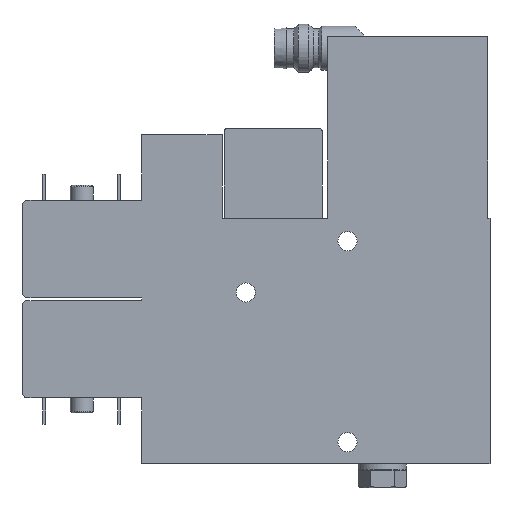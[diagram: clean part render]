
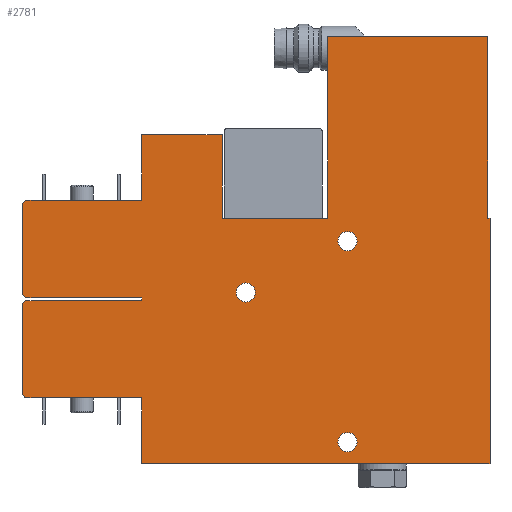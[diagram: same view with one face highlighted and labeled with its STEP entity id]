
A CAD part, left-side view. The second image highlights one B-rep face of the part: STEP entity #2781.
In plain terms, the highlighted face is planar.
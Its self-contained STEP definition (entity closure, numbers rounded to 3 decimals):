
#97=PLANE('',#2956);
#173=LINE('',#3820,#309);
#181=LINE('',#3837,#317);
#183=LINE('',#3842,#319);
#186=LINE('',#3848,#322);
#202=LINE('',#3883,#338);
#210=LINE('',#3902,#346);
#216=LINE('',#3915,#352);
#219=LINE('',#3921,#355);
#220=LINE('',#3925,#356);
#223=LINE('',#3931,#359);
#225=LINE('',#3942,#361);
#228=LINE('',#3954,#364);
#236=LINE('',#3988,#372);
#237=LINE('',#3992,#373);
#238=LINE('',#3993,#374);
#239=LINE('',#3997,#375);
#240=LINE('',#4000,#376);
#241=LINE('',#4001,#377);
#309=VECTOR('',#3187,1000.);
#317=VECTOR('',#3197,1000.);
#319=VECTOR('',#3201,1000.);
#322=VECTOR('',#3206,1000.);
#338=VECTOR('',#3226,1000.);
#346=VECTOR('',#3238,1000.);
#352=VECTOR('',#3246,1000.);
#355=VECTOR('',#3251,1000.);
#356=VECTOR('',#3256,1000.);
#359=VECTOR('',#3261,1000.);
#361=VECTOR('',#3273,1000.);
#364=VECTOR('',#3284,1000.);
#372=VECTOR('',#3318,1000.);
#373=VECTOR('',#3321,1000.);
#374=VECTOR('',#3322,1000.);
#375=VECTOR('',#3325,1000.);
#376=VECTOR('',#3328,1000.);
#377=VECTOR('',#3329,1000.);
#550=ORIENTED_EDGE('',*,*,#1048,.F.);
#551=ORIENTED_EDGE('',*,*,#1049,.F.);
#552=ORIENTED_EDGE('',*,*,#1050,.F.);
#553=ORIENTED_EDGE('',*,*,#1018,.F.);
#554=ORIENTED_EDGE('',*,*,#1007,.F.);
#555=ORIENTED_EDGE('',*,*,#998,.F.);
#556=ORIENTED_EDGE('',*,*,#1051,.F.);
#557=ORIENTED_EDGE('',*,*,#1052,.F.);
#558=ORIENTED_EDGE('',*,*,#1053,.F.);
#559=ORIENTED_EDGE('',*,*,#1054,.F.);
#560=ORIENTED_EDGE('',*,*,#1013,.F.);
#561=ORIENTED_EDGE('',*,*,#1055,.F.);
#562=ORIENTED_EDGE('',*,*,#1056,.F.);
#563=ORIENTED_EDGE('',*,*,#1057,.F.);
#564=ORIENTED_EDGE('',*,*,#1058,.F.);
#565=ORIENTED_EDGE('',*,*,#981,.F.);
#566=ORIENTED_EDGE('',*,*,#1016,.F.);
#567=ORIENTED_EDGE('',*,*,#1033,.F.);
#568=ORIENTED_EDGE('',*,*,#1027,.F.);
#569=ORIENTED_EDGE('',*,*,#978,.F.);
#570=ORIENTED_EDGE('',*,*,#1059,.F.);
#571=ORIENTED_EDGE('',*,*,#968,.F.);
#572=ORIENTED_EDGE('',*,*,#1060,.F.);
#573=ORIENTED_EDGE('',*,*,#976,.F.);
#574=ORIENTED_EDGE('',*,*,#1021,.F.);
#968=EDGE_CURVE('',#1226,#1224,#173,.T.);
#976=EDGE_CURVE('',#1234,#1232,#181,.T.);
#978=EDGE_CURVE('',#1236,#1237,#183,.T.);
#981=EDGE_CURVE('',#1239,#1240,#186,.T.);
#998=EDGE_CURVE('',#1256,#1257,#202,.T.);
#1007=EDGE_CURVE('',#1257,#1265,#210,.T.);
#1013=EDGE_CURVE('',#1270,#1268,#216,.T.);
#1016=EDGE_CURVE('',#1272,#1239,#219,.T.);
#1018=EDGE_CURVE('',#1265,#1274,#220,.T.);
#1021=EDGE_CURVE('',#1274,#1234,#223,.T.);
#1027=EDGE_CURVE('',#1237,#1280,#225,.T.);
#1033=EDGE_CURVE('',#1280,#1272,#228,.T.);
#1048=EDGE_CURVE('',#1294,#1294,#1427,.T.);
#1049=EDGE_CURVE('',#1295,#1295,#1428,.T.);
#1050=EDGE_CURVE('',#1296,#1296,#1429,.T.);
#1051=EDGE_CURVE('',#1297,#1256,#1430,.T.);
#1052=EDGE_CURVE('',#1298,#1297,#236,.T.);
#1053=EDGE_CURVE('',#1299,#1298,#1431,.T.);
#1054=EDGE_CURVE('',#1268,#1299,#237,.T.);
#1055=EDGE_CURVE('',#1300,#1270,#238,.T.);
#1056=EDGE_CURVE('',#1301,#1300,#1432,.T.);
#1057=EDGE_CURVE('',#1302,#1301,#239,.T.);
#1058=EDGE_CURVE('',#1240,#1302,#1433,.T.);
#1059=EDGE_CURVE('',#1224,#1236,#240,.T.);
#1060=EDGE_CURVE('',#1232,#1226,#241,.T.);
#1224=VERTEX_POINT('',#3813);
#1226=VERTEX_POINT('',#3819);
#1232=VERTEX_POINT('',#3832);
#1234=VERTEX_POINT('',#3836);
#1236=VERTEX_POINT('',#3841);
#1237=VERTEX_POINT('',#3843);
#1239=VERTEX_POINT('',#3849);
#1240=VERTEX_POINT('',#3850);
#1256=VERTEX_POINT('',#3884);
#1257=VERTEX_POINT('',#3885);
#1265=VERTEX_POINT('',#3903);
#1268=VERTEX_POINT('',#3910);
#1270=VERTEX_POINT('',#3914);
#1272=VERTEX_POINT('',#3920);
#1274=VERTEX_POINT('',#3926);
#1280=VERTEX_POINT('',#3943);
#1294=VERTEX_POINT('',#3981);
#1295=VERTEX_POINT('',#3983);
#1296=VERTEX_POINT('',#3985);
#1297=VERTEX_POINT('',#3987);
#1298=VERTEX_POINT('',#3989);
#1299=VERTEX_POINT('',#3991);
#1300=VERTEX_POINT('',#3994);
#1301=VERTEX_POINT('',#3996);
#1302=VERTEX_POINT('',#3998);
#1427=CIRCLE('',#2957,1.6);
#1428=CIRCLE('',#2958,1.6);
#1429=CIRCLE('',#2959,1.6);
#1430=CIRCLE('',#2960,1.);
#1431=CIRCLE('',#2961,1.);
#1432=CIRCLE('',#2962,1.);
#1433=CIRCLE('',#2963,1.);
#1540=EDGE_LOOP('',(#550));
#1541=EDGE_LOOP('',(#551));
#1542=EDGE_LOOP('',(#552));
#1543=EDGE_LOOP('',(#553,#554,#555,#556,#557,#558,#559,#560,#561,#562,#563,
#564,#565,#566,#567,#568,#569,#570,#571,#572,#573,#574));
#1760=FACE_BOUND('',#1540,.T.);
#1761=FACE_BOUND('',#1541,.T.);
#1762=FACE_BOUND('',#1542,.T.);
#1763=FACE_BOUND('',#1543,.T.);
#2781=ADVANCED_FACE('',(#1760,#1761,#1762,#1763),#97,.F.);
#2956=AXIS2_PLACEMENT_3D('',#3979,#3308,#3309);
#2957=AXIS2_PLACEMENT_3D('',#3980,#3310,#3311);
#2958=AXIS2_PLACEMENT_3D('',#3982,#3312,#3313);
#2959=AXIS2_PLACEMENT_3D('',#3984,#3314,#3315);
#2960=AXIS2_PLACEMENT_3D('',#3986,#3316,#3317);
#2961=AXIS2_PLACEMENT_3D('',#3990,#3319,#3320);
#2962=AXIS2_PLACEMENT_3D('',#3995,#3323,#3324);
#2963=AXIS2_PLACEMENT_3D('',#3999,#3326,#3327);
#3187=DIRECTION('',(0.,-1.,0.));
#3197=DIRECTION('',(0.,-1.,0.));
#3201=DIRECTION('',(0.,-1.,0.));
#3206=DIRECTION('',(0.,1.,0.));
#3226=DIRECTION('',(0.,-1.,0.));
#3238=DIRECTION('',(-1.,0.,0.));
#3246=DIRECTION('',(-1.,0.,0.));
#3251=DIRECTION('',(-1.,0.,0.));
#3256=DIRECTION('',(0.,-1.,0.));
#3261=DIRECTION('',(1.,0.,0.));
#3273=DIRECTION('',(1.,0.,0.));
#3284=DIRECTION('',(0.,1.,0.));
#3308=DIRECTION('',(0.,0.,1.));
#3309=DIRECTION('',(1.,0.,0.));
#3310=DIRECTION('',(0.,0.,-1.));
#3311=DIRECTION('',(-1.,0.,0.));
#3312=DIRECTION('',(0.,0.,-1.));
#3313=DIRECTION('',(-1.,0.,0.));
#3314=DIRECTION('',(0.,0.,-1.));
#3315=DIRECTION('',(-1.,0.,0.));
#3316=DIRECTION('',(0.,0.,1.));
#3317=DIRECTION('',(1.,0.,0.));
#3318=DIRECTION('',(-1.,0.,0.));
#3319=DIRECTION('',(0.,0.,1.));
#3320=DIRECTION('',(1.,0.,0.));
#3321=DIRECTION('',(0.,1.,0.));
#3322=DIRECTION('',(0.,-1.,0.));
#3323=DIRECTION('',(0.,0.,1.));
#3324=DIRECTION('',(1.,0.,0.));
#3325=DIRECTION('',(-1.,0.,0.));
#3326=DIRECTION('',(0.,0.,1.));
#3327=DIRECTION('',(1.,0.,0.));
#3328=DIRECTION('',(1.,0.,0.));
#3329=DIRECTION('',(-1.,0.,0.));
#3813=CARTESIAN_POINT('',(-71.4,0.351,-5.));
#3819=CARTESIAN_POINT('',(-71.4,27.151,-5.));
#3820=CARTESIAN_POINT('',(-71.4,27.151,-5.));
#3832=CARTESIAN_POINT('',(-41.,27.151,-5.));
#3836=CARTESIAN_POINT('',(-41.,44.769,-5.));
#3837=CARTESIAN_POINT('',(-41.,44.769,-5.));
#3841=CARTESIAN_POINT('',(-41.,0.351,-5.));
#3842=CARTESIAN_POINT('',(-41.,44.769,-5.));
#3843=CARTESIAN_POINT('',(-41.,0.,-5.));
#3848=CARTESIAN_POINT('',(-11.,58.2,-5.));
#3849=CARTESIAN_POINT('',(-11.,58.2,-5.));
#3850=CARTESIAN_POINT('',(-11.,77.2,-5.));
#3883=CARTESIAN_POINT('',(-44.,77.2,-5.));
#3884=CARTESIAN_POINT('',(-44.,77.2,-5.));
#3885=CARTESIAN_POINT('',(-44.,58.2,-5.));
#3902=CARTESIAN_POINT('',(0.,58.2,-5.));
#3903=CARTESIAN_POINT('',(-55.,58.2,-5.));
#3910=CARTESIAN_POINT('',(-27.75,58.2,-5.));
#3914=CARTESIAN_POINT('',(-27.25,58.2,-5.));
#3915=CARTESIAN_POINT('',(0.,58.2,-5.));
#3920=CARTESIAN_POINT('',(0.,58.2,-5.));
#3921=CARTESIAN_POINT('',(0.,58.2,-5.));
#3925=CARTESIAN_POINT('',(-55.,58.2,-5.));
#3926=CARTESIAN_POINT('',(-55.,44.769,-5.));
#3931=CARTESIAN_POINT('',(-55.,44.769,-5.));
#3942=CARTESIAN_POINT('',(-41.,0.,-5.));
#3943=CARTESIAN_POINT('',(0.,0.,-5.));
#3954=CARTESIAN_POINT('',(0.,0.,-5.));
#3979=CARTESIAN_POINT('',(0.,0.,-5.));
#3980=CARTESIAN_POINT('',(-37.2,23.8,-5.));
#3981=CARTESIAN_POINT('',(-38.8,23.8,-5.));
#3982=CARTESIAN_POINT('',(-28.6,40.8,-5.));
#3983=CARTESIAN_POINT('',(-30.2,40.8,-5.));
#3984=CARTESIAN_POINT('',(-3.6,23.8,-5.));
#3985=CARTESIAN_POINT('',(-5.2,23.8,-5.));
#3986=CARTESIAN_POINT('',(-43.,77.2,-5.));
#3987=CARTESIAN_POINT('',(-43.,78.2,-5.));
#3988=CARTESIAN_POINT('',(-28.75,78.2,-5.));
#3989=CARTESIAN_POINT('',(-28.75,78.2,-5.));
#3990=CARTESIAN_POINT('',(-28.75,77.2,-5.));
#3991=CARTESIAN_POINT('',(-27.75,77.2,-5.));
#3992=CARTESIAN_POINT('',(-27.75,58.2,-5.));
#3993=CARTESIAN_POINT('',(-27.25,77.2,-5.));
#3994=CARTESIAN_POINT('',(-27.25,77.2,-5.));
#3995=CARTESIAN_POINT('',(-26.25,77.2,-5.));
#3996=CARTESIAN_POINT('',(-26.25,78.2,-5.));
#3997=CARTESIAN_POINT('',(-12.,78.2,-5.));
#3998=CARTESIAN_POINT('',(-12.,78.2,-5.));
#3999=CARTESIAN_POINT('',(-12.,77.2,-5.));
#4000=CARTESIAN_POINT('',(-71.4,0.351,-5.));
#4001=CARTESIAN_POINT('',(-41.,27.151,-5.));
